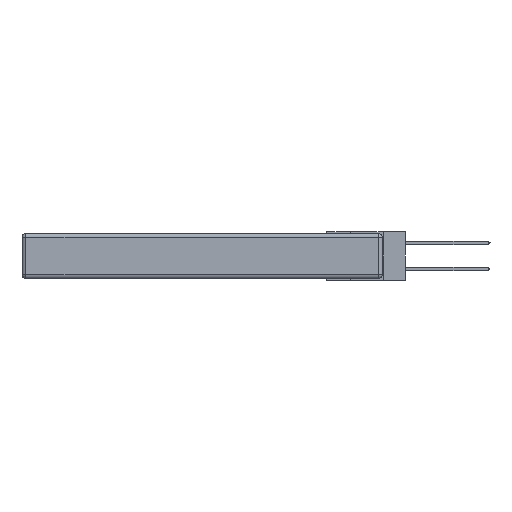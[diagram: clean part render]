
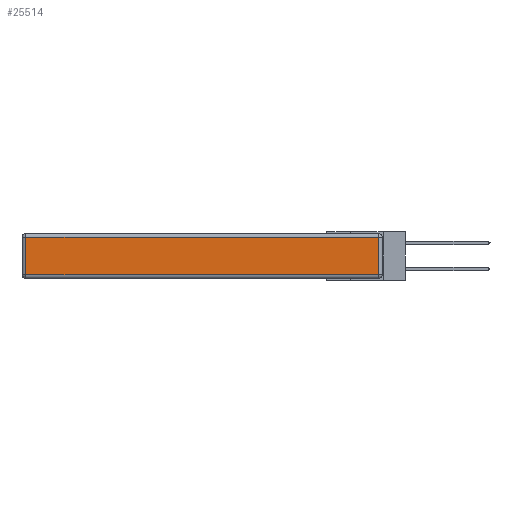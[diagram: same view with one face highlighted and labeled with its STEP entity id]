
A CAD part, left-side view. The second image highlights one B-rep face of the part: STEP entity #25514.
In plain terms, the highlighted planar face has unit normal (-1, 0, 0).
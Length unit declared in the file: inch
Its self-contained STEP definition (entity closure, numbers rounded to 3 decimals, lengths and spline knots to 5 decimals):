
#793 = AXIS2_PLACEMENT_3D ( 'NONE', #20077, #16111, #10083 ) ;
#1038 = LINE ( 'NONE', #13730, #11885 ) ;
#2034 = EDGE_LOOP ( 'NONE', ( #24724, #2699, #16210, #24753 ) ) ;
#2155 = LINE ( 'NONE', #8443, #2498 ) ;
#2498 = VECTOR ( 'NONE', #4005, 39.37008 ) ;
#2699 = ORIENTED_EDGE ( 'NONE', *, *, #3090, .T. ) ;
#3090 = EDGE_CURVE ( 'NONE', #3666, #20041, #2155, .T. ) ;
#3666 = VERTEX_POINT ( 'NONE', #5620 ) ;
#4005 = DIRECTION ( 'NONE',  ( 0., 0., 1. ) ) ;
#5509 = DIRECTION ( 'NONE',  ( 0., -1., 0. ) ) ;
#5620 = CARTESIAN_POINT ( 'NONE',  ( 0., 0.03, -0.313 ) ) ;
#5733 = CARTESIAN_POINT ( 'NONE',  ( 0., 2.72, -0.313 ) ) ;
#6509 = EDGE_CURVE ( 'NONE', #25987, #3666, #1038, .T. ) ;
#6834 = LINE ( 'NONE', #10388, #23147 ) ;
#7533 = DIRECTION ( 'NONE',  ( 0., 0., -1. ) ) ;
#8429 = DIRECTION ( 'NONE',  ( 0., 1., 0. ) ) ;
#8443 = CARTESIAN_POINT ( 'NONE',  ( 0., 0.03, -0.343 ) ) ;
#9783 = EDGE_CURVE ( 'NONE', #18210, #25987, #16816, .T. ) ;
#9925 = CARTESIAN_POINT ( 'NONE',  ( 0., 2.72, -0.343 ) ) ;
#10083 = DIRECTION ( 'NONE',  ( 0., 0., 1. ) ) ;
#10388 = CARTESIAN_POINT ( 'NONE',  ( 0., 2.75, -0.03 ) ) ;
#11382 = VECTOR ( 'NONE', #7533, 39.37008 ) ;
#11808 = FACE_OUTER_BOUND ( 'NONE', #2034, .T. ) ;
#11885 = VECTOR ( 'NONE', #5509, 39.37008 ) ;
#13043 = CARTESIAN_POINT ( 'NONE',  ( 0., 2.72, -0.03 ) ) ;
#13730 = CARTESIAN_POINT ( 'NONE',  ( 0., 0., -0.313 ) ) ;
#16111 = DIRECTION ( 'NONE',  ( -1., 0., 0. ) ) ;
#16210 = ORIENTED_EDGE ( 'NONE', *, *, #22687, .T. ) ;
#16816 = LINE ( 'NONE', #9925, #11382 ) ;
#17825 = CARTESIAN_POINT ( 'NONE',  ( 0., 0.03, -0.03 ) ) ;
#18210 = VERTEX_POINT ( 'NONE', #13043 ) ;
#20041 = VERTEX_POINT ( 'NONE', #17825 ) ;
#20077 = CARTESIAN_POINT ( 'NONE',  ( 0., 0., -0.343 ) ) ;
#22687 = EDGE_CURVE ( 'NONE', #20041, #18210, #6834, .T. ) ;
#23147 = VECTOR ( 'NONE', #8429, 39.37008 ) ;
#24724 = ORIENTED_EDGE ( 'NONE', *, *, #6509, .T. ) ;
#24753 = ORIENTED_EDGE ( 'NONE', *, *, #9783, .T. ) ;
#25514 = ADVANCED_FACE ( 'NONE', ( #11808 ), #26246, .T. ) ;
#25987 = VERTEX_POINT ( 'NONE', #5733 ) ;
#26246 = PLANE ( 'NONE',  #793 ) ;
